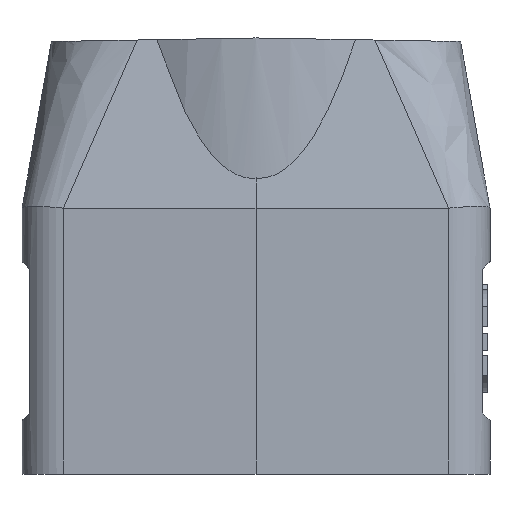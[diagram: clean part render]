
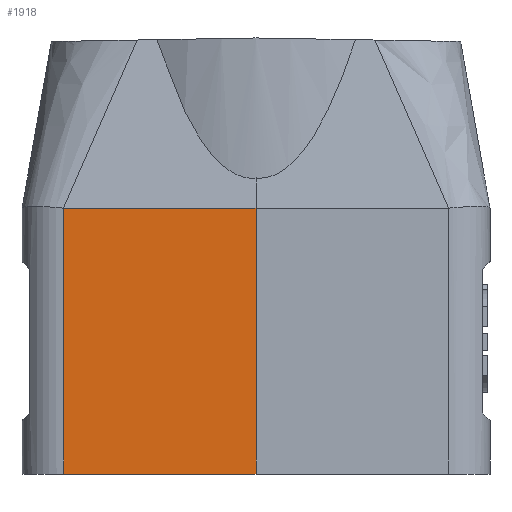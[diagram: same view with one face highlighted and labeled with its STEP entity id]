
A CAD part, left-side view. The second image highlights one B-rep face of the part: STEP entity #1918.
In plain terms, the highlighted planar face has unit normal (-1, 0.018, 0).
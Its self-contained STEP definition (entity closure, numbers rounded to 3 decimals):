
#1317=LINE('',#5849,#1654);
#1326=LINE('',#5878,#1663);
#1333=LINE('',#5943,#1670);
#1337=LINE('',#5950,#1674);
#1654=VECTOR('',#4874,1.);
#1663=VECTOR('',#4899,1.);
#1670=VECTOR('',#4928,1.);
#1674=VECTOR('',#4936,1.);
#1918=ADVANCED_FACE('',(#2228),#2090,.F.);
#2090=PLANE('',#4528);
#2228=FACE_OUTER_BOUND('',#2403,.T.);
#2403=EDGE_LOOP('',(#2731,#2732,#2733,#2734));
#2731=ORIENTED_EDGE('',*,*,#3930,.T.);
#2732=ORIENTED_EDGE('',*,*,#3911,.T.);
#2733=ORIENTED_EDGE('',*,*,#3896,.T.);
#2734=ORIENTED_EDGE('',*,*,#3934,.F.);
#3591=VERTEX_POINT('',#5847);
#3593=VERTEX_POINT('',#5850);
#3605=VERTEX_POINT('',#5879);
#3620=VERTEX_POINT('',#5944);
#3896=EDGE_CURVE('',#3593,#3591,#1317,.T.);
#3911=EDGE_CURVE('',#3605,#3593,#1326,.T.);
#3930=EDGE_CURVE('',#3620,#3605,#1333,.T.);
#3934=EDGE_CURVE('',#3620,#3591,#1337,.T.);
#4528=AXIS2_PLACEMENT_3D('',#5951,#4937,#4938);
#4874=DIRECTION('',(-0.017,-1.,0.));
#4899=DIRECTION('',(0.,0.,-1.));
#4928=DIRECTION('',(0.017,1.,0.));
#4936=DIRECTION('',(0.,0.,-1.));
#4937=DIRECTION('',(1.,-0.017,0.));
#4938=DIRECTION('',(0.017,1.,0.));
#5847=CARTESIAN_POINT('',(-19.5,0.,-0.95));
#5849=CARTESIAN_POINT('',(-19.116,22.,-0.95));
#5850=CARTESIAN_POINT('',(-19.185,18.07,-0.95));
#5878=CARTESIAN_POINT('',(-19.185,18.07,24.05));
#5879=CARTESIAN_POINT('',(-19.185,18.07,24.05));
#5943=CARTESIAN_POINT('',(-19.116,22.,24.05));
#5944=CARTESIAN_POINT('',(-19.5,0.,24.05));
#5950=CARTESIAN_POINT('',(-19.5,0.,24.05));
#5951=CARTESIAN_POINT('',(-19.116,22.,24.05));
